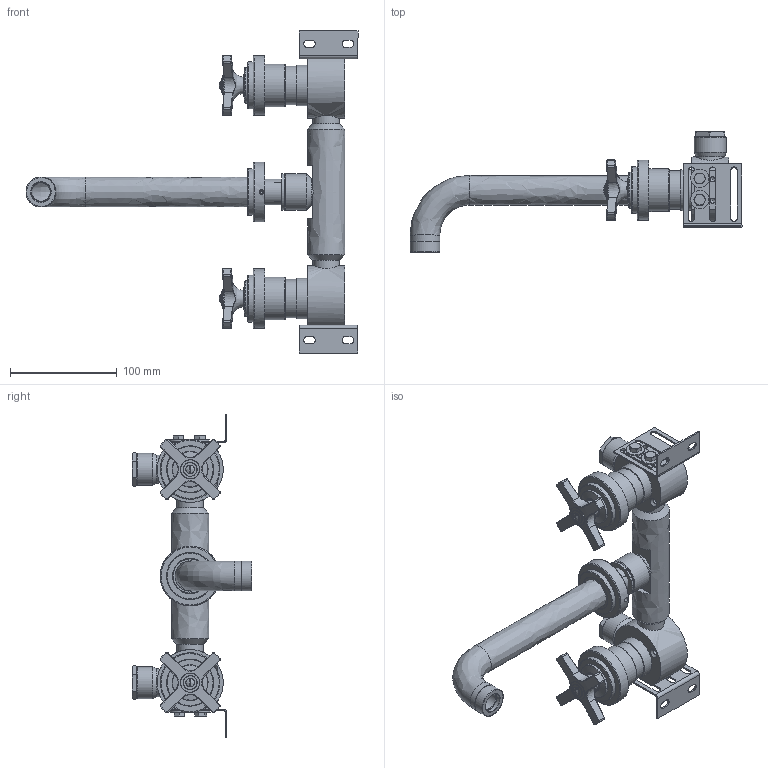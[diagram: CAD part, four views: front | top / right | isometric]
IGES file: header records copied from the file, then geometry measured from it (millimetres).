
Global section: file name: V7K17-3XF; native system: Autodesk Inventor 2018; preprocessor: unknown; author: clarkin; date: 20171005.103538; units: millimetre
Bounding box: 311.3 x 112.5 x 302 mm (x, y, z)
Volume: 603875.4 mm3; surface area: 295091.2 mm2
Topology: 73 solids, 73 shells, 2347 faces, 6165 edges, 4103 vertices
Faces by surface type: bspline 2347
